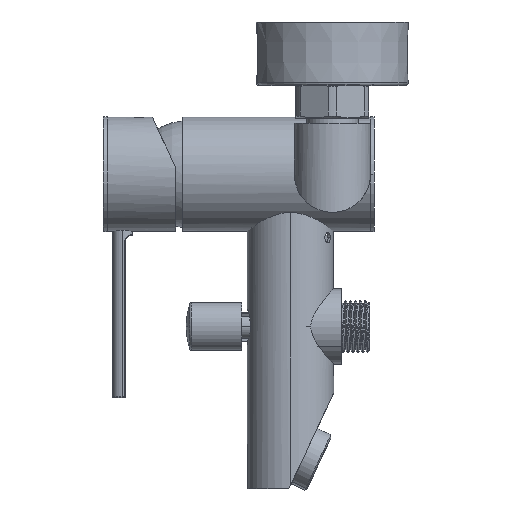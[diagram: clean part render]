
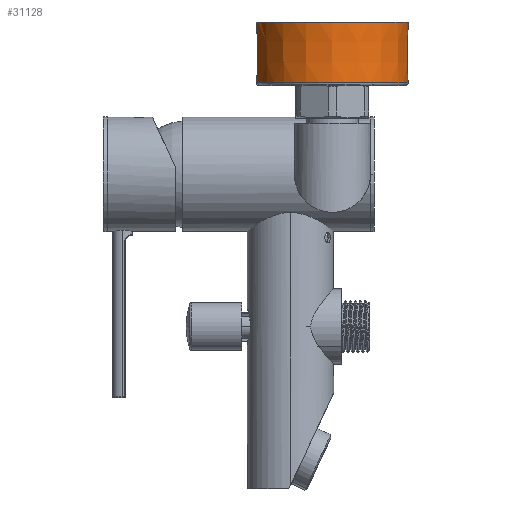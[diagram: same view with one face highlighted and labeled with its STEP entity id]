
A CAD part, left-side view. The second image highlights one B-rep face of the part: STEP entity #31128.
In plain terms, the highlighted conical face has half-angle 0.344 degrees and reference radius 30 mm.
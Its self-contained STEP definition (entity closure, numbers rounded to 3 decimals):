
#1829 = CARTESIAN_POINT ( 'NONE',  ( -80.158, 44.553, 59.988 ) ) ;
#2671 = AXIS2_PLACEMENT_3D ( 'NONE', #15958, #25772, #12313 ) ;
#3581 = EDGE_CURVE ( 'NONE', #14201, #36665, #34977, .T. ) ;
#3770 = VECTOR ( 'NONE', #27582, 1000. ) ;
#9363 = VERTEX_POINT ( 'NONE', #32524 ) ;
#10560 = CIRCLE ( 'NONE', #35345, 30. ) ;
#12313 = DIRECTION ( 'NONE',  ( -0.172, 0.985, 0. ) ) ;
#12537 = FACE_OUTER_BOUND ( 'NONE', #42343, .T. ) ;
#13212 = LINE ( 'NONE', #41721, #3770 ) ;
#13383 = EDGE_CURVE ( 'NONE', #14201, #9363, #22958, .T. ) ;
#13861 = EDGE_CURVE ( 'NONE', #36665, #16621, #10560, .T. ) ;
#13983 = CARTESIAN_POINT ( 'NONE',  ( -80.158, 44.553, 59.988 ) ) ;
#14201 = VERTEX_POINT ( 'NONE', #30689 ) ;
#15518 = ORIENTED_EDGE ( 'NONE', *, *, #3581, .F. ) ;
#15958 = CARTESIAN_POINT ( 'NONE',  ( -75., 15., 59.988 ) ) ;
#16008 = CARTESIAN_POINT ( 'NONE',  ( -75., 15., 35.971 ) ) ;
#16621 = VERTEX_POINT ( 'NONE', #24956 ) ;
#18959 = CARTESIAN_POINT ( 'NONE',  ( -75., 15., 59.988 ) ) ;
#19326 = VECTOR ( 'NONE', #27905, 1000. ) ;
#19651 = DIRECTION ( 'NONE',  ( 0., 0., 1. ) ) ;
#22958 = CIRCLE ( 'NONE', #42651, 29.856 ) ;
#24956 = CARTESIAN_POINT ( 'NONE',  ( -69.842, -14.553, 59.988 ) ) ;
#25772 = DIRECTION ( 'NONE',  ( 0., 0., 1. ) ) ;
#25795 = EDGE_CURVE ( 'NONE', #9363, #16621, #13212, .T. ) ;
#27582 = DIRECTION ( 'NONE',  ( 0.001, -0.006, 1. ) ) ;
#27905 = DIRECTION ( 'NONE',  ( -0.001, 0.006, 1. ) ) ;
#28127 = ORIENTED_EDGE ( 'NONE', *, *, #25795, .T. ) ;
#30689 = CARTESIAN_POINT ( 'NONE',  ( -80.133, 44.411, 35.971 ) ) ;
#31085 = CONICAL_SURFACE ( 'NONE', #2671, 30., 0.006 ) ;
#31128 = ADVANCED_FACE ( 'NONE', ( #12537 ), #31085, .T. ) ;
#32253 = ORIENTED_EDGE ( 'NONE', *, *, #13383, .T. ) ;
#32524 = CARTESIAN_POINT ( 'NONE',  ( -69.867, -14.411, 35.971 ) ) ;
#34977 = LINE ( 'NONE', #13983, #19326 ) ;
#35345 = AXIS2_PLACEMENT_3D ( 'NONE', #18959, #43369, #39731 ) ;
#35889 = ORIENTED_EDGE ( 'NONE', *, *, #13861, .F. ) ;
#36665 = VERTEX_POINT ( 'NONE', #1829 ) ;
#39731 = DIRECTION ( 'NONE',  ( -0.172, 0.985, 0. ) ) ;
#40433 = DIRECTION ( 'NONE',  ( 0.172, -0.985, 0. ) ) ;
#41721 = CARTESIAN_POINT ( 'NONE',  ( -69.842, -14.553, 59.988 ) ) ;
#42343 = EDGE_LOOP ( 'NONE', ( #32253, #28127, #35889, #15518 ) ) ;
#42651 = AXIS2_PLACEMENT_3D ( 'NONE', #16008, #19651, #40433 ) ;
#43369 = DIRECTION ( 'NONE',  ( 0., 0., 1. ) ) ;
